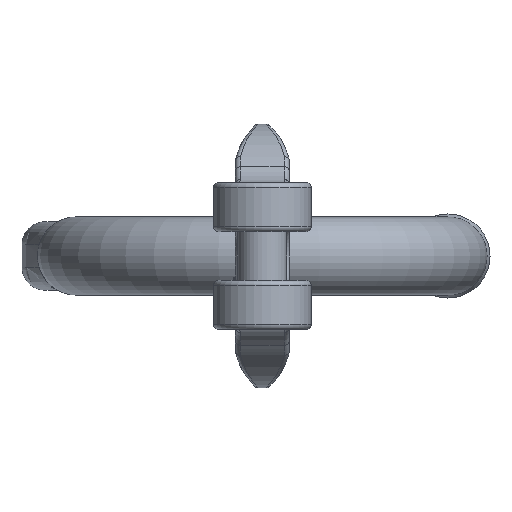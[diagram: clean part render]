
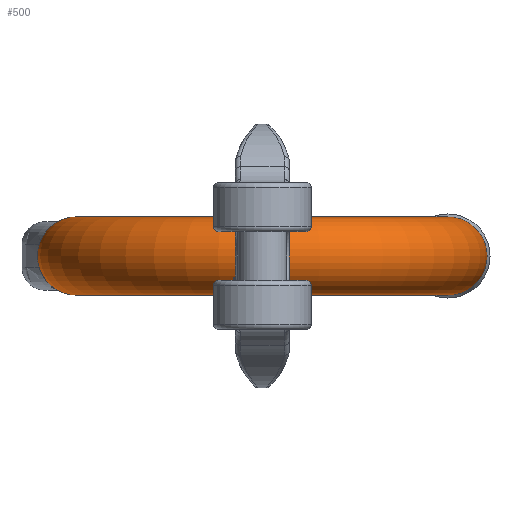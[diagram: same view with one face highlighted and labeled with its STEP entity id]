
A CAD part, front view. The second image highlights one B-rep face of the part: STEP entity #500.
In plain terms, the highlighted toroidal (fillet/blend) face has major radius 38 mm and minor radius 8 mm.
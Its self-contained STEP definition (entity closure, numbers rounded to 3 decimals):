
#201=TOROIDAL_SURFACE('',#5217,38.,8.);
#500=ADVANCED_FACE('',(#1025,#1026),#201,.T.);
#965=CIRCLE('',#5198,8.);
#967=CIRCLE('',#5210,8.);
#1025=FACE_BOUND('',#1321,.T.);
#1026=FACE_BOUND('',#1322,.T.);
#1321=EDGE_LOOP('',(#3115));
#1322=EDGE_LOOP('',(#3116));
#3115=ORIENTED_EDGE('',*,*,#4305,.T.);
#3116=ORIENTED_EDGE('',*,*,#4343,.F.);
#3613=VERTEX_POINT('',#10029);
#3651=VERTEX_POINT('',#10295);
#4305=EDGE_CURVE('',#3613,#3613,#965,.T.);
#4343=EDGE_CURVE('',#3651,#3651,#967,.T.);
#5198=AXIS2_PLACEMENT_3D('',#10028,#6021,#6022);
#5210=AXIS2_PLACEMENT_3D('',#10294,#6053,#6054);
#5217=AXIS2_PLACEMENT_3D('',#10305,#6067,#6068);
#6021=DIRECTION('',(0.,-1.,0.));
#6022=DIRECTION('',(0.,0.,-1.));
#6053=DIRECTION('',(0.,1.,0.));
#6054=DIRECTION('',(0.,0.,-1.));
#6067=DIRECTION('',(0.,0.,1.));
#6068=DIRECTION('',(1.,0.,0.));
#10028=CARTESIAN_POINT('',(-38.,-25.,0.));
#10029=CARTESIAN_POINT('',(-38.,-25.,-8.));
#10294=CARTESIAN_POINT('',(38.,-25.,0.));
#10295=CARTESIAN_POINT('',(38.,-25.,-8.));
#10305=CARTESIAN_POINT('',(0.,-25.,0.));
